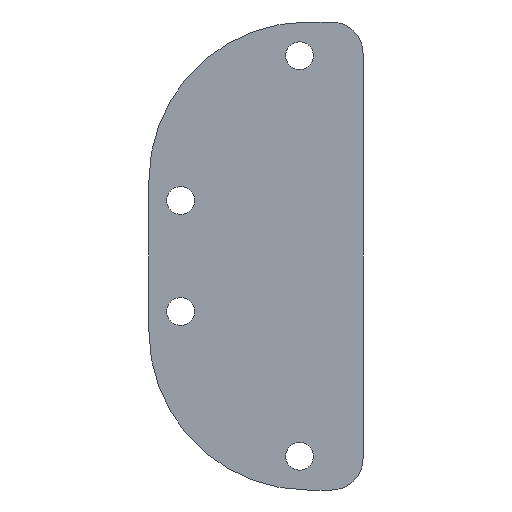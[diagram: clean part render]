
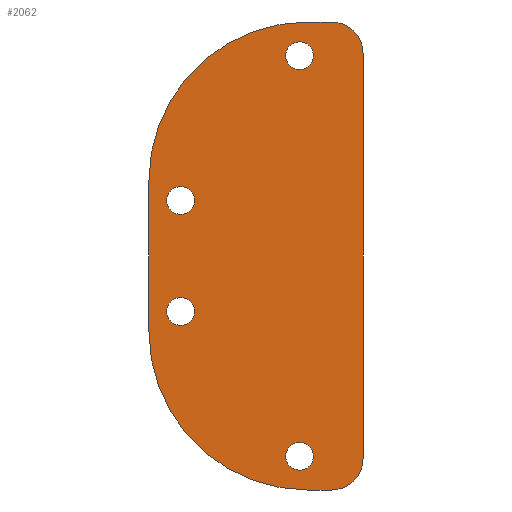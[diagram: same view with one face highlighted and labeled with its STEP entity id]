
A CAD part, front view. The second image highlights one B-rep face of the part: STEP entity #2062.
In plain terms, the highlighted planar face has unit normal (0, -1, 0).
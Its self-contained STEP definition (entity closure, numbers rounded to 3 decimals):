
#185=FACE_BOUND('',#513,.T.);
#186=FACE_BOUND('',#514,.T.);
#187=FACE_BOUND('',#515,.T.);
#188=FACE_BOUND('',#516,.T.);
#262=CIRCLE('',#2258,4.);
#263=CIRCLE('',#2261,4.);
#264=CIRCLE('',#2263,1.75);
#265=CIRCLE('',#2265,1.75);
#266=CIRCLE('',#2267,1.75);
#267=CIRCLE('',#2269,1.75);
#268=CIRCLE('',#2272,20.);
#269=CIRCLE('',#2275,20.);
#379=FACE_OUTER_BOUND('',#512,.T.);
#512=EDGE_LOOP('',(#1742,#1743,#1744,#1745,#1746,#1747,#1748,#1749));
#513=EDGE_LOOP('',(#1750));
#514=EDGE_LOOP('',(#1751));
#515=EDGE_LOOP('',(#1752));
#516=EDGE_LOOP('',(#1753));
#683=LINE('',#3367,#857);
#690=LINE('',#3391,#864);
#693=LINE('',#3399,#867);
#696=LINE('',#3406,#870);
#857=VECTOR('',#2745,10.);
#864=VECTOR('',#2774,10.);
#867=VECTOR('',#2783,10.);
#870=VECTOR('',#2792,10.);
#1037=VERTEX_POINT('',#3360);
#1038=VERTEX_POINT('',#3361);
#1039=VERTEX_POINT('',#3366);
#1040=VERTEX_POINT('',#3370);
#1041=VERTEX_POINT('',#3374);
#1042=VERTEX_POINT('',#3378);
#1043=VERTEX_POINT('',#3382);
#1044=VERTEX_POINT('',#3386);
#1045=VERTEX_POINT('',#3390);
#1046=VERTEX_POINT('',#3394);
#1047=VERTEX_POINT('',#3398);
#1048=VERTEX_POINT('',#3402);
#1271=EDGE_CURVE('',#1037,#1038,#262,.T.);
#1274=EDGE_CURVE('',#1039,#1038,#683,.T.);
#1276=EDGE_CURVE('',#1039,#1040,#263,.T.);
#1279=EDGE_CURVE('',#1041,#1041,#264,.T.);
#1281=EDGE_CURVE('',#1042,#1042,#265,.T.);
#1283=EDGE_CURVE('',#1043,#1043,#266,.T.);
#1285=EDGE_CURVE('',#1044,#1044,#267,.T.);
#1286=EDGE_CURVE('',#1045,#1040,#690,.T.);
#1288=EDGE_CURVE('',#1046,#1045,#268,.T.);
#1290=EDGE_CURVE('',#1047,#1046,#693,.T.);
#1292=EDGE_CURVE('',#1048,#1047,#269,.T.);
#1294=EDGE_CURVE('',#1037,#1048,#696,.T.);
#1742=ORIENTED_EDGE('',*,*,#1271,.F.);
#1743=ORIENTED_EDGE('',*,*,#1294,.T.);
#1744=ORIENTED_EDGE('',*,*,#1292,.T.);
#1745=ORIENTED_EDGE('',*,*,#1290,.T.);
#1746=ORIENTED_EDGE('',*,*,#1288,.T.);
#1747=ORIENTED_EDGE('',*,*,#1286,.T.);
#1748=ORIENTED_EDGE('',*,*,#1276,.F.);
#1749=ORIENTED_EDGE('',*,*,#1274,.T.);
#1750=ORIENTED_EDGE('',*,*,#1279,.T.);
#1751=ORIENTED_EDGE('',*,*,#1281,.T.);
#1752=ORIENTED_EDGE('',*,*,#1283,.T.);
#1753=ORIENTED_EDGE('',*,*,#1285,.T.);
#1970=PLANE('',#2277);
#2062=ADVANCED_FACE('',(#379,#185,#186,#187,#188),#1970,.F.);
#2258=AXIS2_PLACEMENT_3D('',#3362,#2739,#2740);
#2261=AXIS2_PLACEMENT_3D('',#3371,#2749,#2750);
#2263=AXIS2_PLACEMENT_3D('',#3376,#2755,#2756);
#2265=AXIS2_PLACEMENT_3D('',#3380,#2760,#2761);
#2267=AXIS2_PLACEMENT_3D('',#3384,#2765,#2766);
#2269=AXIS2_PLACEMENT_3D('',#3388,#2770,#2771);
#2272=AXIS2_PLACEMENT_3D('',#3395,#2778,#2779);
#2275=AXIS2_PLACEMENT_3D('',#3403,#2787,#2788);
#2277=AXIS2_PLACEMENT_3D('',#3407,#2793,#2794);
#2739=DIRECTION('center_axis',(0.,1.,0.));
#2740=DIRECTION('ref_axis',(0.707,0.,0.707));
#2745=DIRECTION('',(0.,0.,1.));
#2749=DIRECTION('center_axis',(0.,1.,0.));
#2750=DIRECTION('ref_axis',(0.707,0.,-0.707));
#2755=DIRECTION('center_axis',(0.,1.,0.));
#2756=DIRECTION('ref_axis',(-1.,0.,0.));
#2760=DIRECTION('center_axis',(0.,1.,0.));
#2761=DIRECTION('ref_axis',(-1.,0.,0.));
#2765=DIRECTION('center_axis',(0.,1.,0.));
#2766=DIRECTION('ref_axis',(-1.,0.,0.));
#2770=DIRECTION('center_axis',(0.,1.,0.));
#2771=DIRECTION('ref_axis',(-1.,0.,0.));
#2774=DIRECTION('',(1.,0.,0.));
#2778=DIRECTION('center_axis',(0.,-1.,0.));
#2779=DIRECTION('ref_axis',(-1.,0.,0.));
#2783=DIRECTION('',(0.,0.,-1.));
#2787=DIRECTION('center_axis',(0.,-1.,0.));
#2788=DIRECTION('ref_axis',(0.,0.,1.));
#2792=DIRECTION('',(-1.,0.,0.));
#2793=DIRECTION('center_axis',(0.,1.,0.));
#2794=DIRECTION('ref_axis',(0.,0.,1.));
#3360=CARTESIAN_POINT('',(6.5,-11.,29.5));
#3361=CARTESIAN_POINT('',(10.5,-11.,25.5));
#3362=CARTESIAN_POINT('Origin',(6.5,-11.,25.5));
#3366=CARTESIAN_POINT('',(10.5,-11.,-25.5));
#3367=CARTESIAN_POINT('',(10.5,-11.,-29.5));
#3370=CARTESIAN_POINT('',(6.5,-11.,-29.5));
#3371=CARTESIAN_POINT('Origin',(6.5,-11.,-25.5));
#3374=CARTESIAN_POINT('',(-10.75,-11.,-7.));
#3376=CARTESIAN_POINT('Origin',(-12.5,-11.,-7.));
#3378=CARTESIAN_POINT('',(-10.75,-11.,7.));
#3380=CARTESIAN_POINT('Origin',(-12.5,-11.,7.));
#3382=CARTESIAN_POINT('',(4.25,-11.,-25.25));
#3384=CARTESIAN_POINT('Origin',(2.5,-11.,-25.25));
#3386=CARTESIAN_POINT('',(4.25,-11.,25.25));
#3388=CARTESIAN_POINT('Origin',(2.5,-11.,25.25));
#3390=CARTESIAN_POINT('',(3.5,-11.,-29.5));
#3391=CARTESIAN_POINT('',(3.5,-11.,-29.5));
#3394=CARTESIAN_POINT('',(-16.5,-11.,-9.5));
#3395=CARTESIAN_POINT('Origin',(3.5,-11.,-9.5));
#3398=CARTESIAN_POINT('',(-16.5,-11.,9.5));
#3399=CARTESIAN_POINT('',(-16.5,-11.,9.5));
#3402=CARTESIAN_POINT('',(3.5,-11.,29.5));
#3403=CARTESIAN_POINT('Origin',(3.5,-11.,9.5));
#3406=CARTESIAN_POINT('',(10.5,-11.,29.5));
#3407=CARTESIAN_POINT('Origin',(-0.223,-11.,0.));
